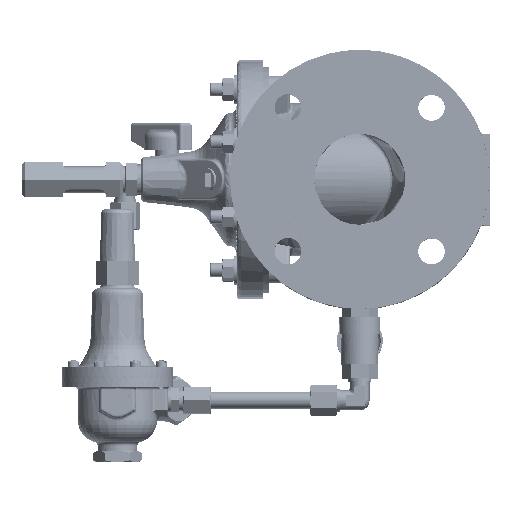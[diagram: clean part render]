
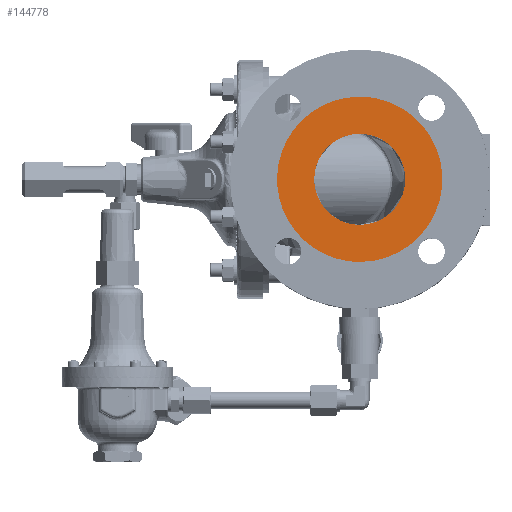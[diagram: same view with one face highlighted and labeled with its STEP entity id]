
A CAD part, top view. The second image highlights one B-rep face of the part: STEP entity #144778.
In plain terms, the highlighted face is planar.
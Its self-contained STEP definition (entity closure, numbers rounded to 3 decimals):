
#81345=CARTESIAN_POINT('Vertex',(140.5,141.9,70.)) ;
#81349=CARTESIAN_POINT('Control Point',(140.5,141.9,70.)) ;
#81350=CARTESIAN_POINT('Control Point',(140.5,147.005,70.)) ;
#81351=CARTESIAN_POINT('Control Point',(141.502,152.11,70.)) ;
#81352=CARTESIAN_POINT('Control Point',(143.508,156.952,70.)) ;
#81353=CARTESIAN_POINT('Control Point',(149.31,165.59,70.)) ;
#81354=CARTESIAN_POINT('Control Point',(157.948,171.392,70.)) ;
#81355=CARTESIAN_POINT('Control Point',(162.79,173.398,70.)) ;
#81356=CARTESIAN_POINT('Control Point',(173.,175.402,70.)) ;
#81357=CARTESIAN_POINT('Control Point',(183.21,173.398,70.)) ;
#81358=CARTESIAN_POINT('Control Point',(188.052,171.392,70.)) ;
#81359=CARTESIAN_POINT('Control Point',(196.69,165.59,70.)) ;
#81360=CARTESIAN_POINT('Control Point',(202.492,156.952,70.)) ;
#81361=CARTESIAN_POINT('Control Point',(204.498,152.11,70.)) ;
#81362=CARTESIAN_POINT('Control Point',(205.5,147.005,70.)) ;
#81363=CARTESIAN_POINT('Control Point',(205.5,141.9,70.)) ;
#81364=CARTESIAN_POINT('Vertex',(205.5,141.9,70.)) ;
#81714=CARTESIAN_POINT('Control Point',(173.,82.9,70.)) ;
#81715=CARTESIAN_POINT('Control Point',(182.268,82.9,70.)) ;
#81716=CARTESIAN_POINT('Control Point',(191.535,84.72,70.)) ;
#81717=CARTESIAN_POINT('Control Point',(200.326,88.361,70.)) ;
#81718=CARTESIAN_POINT('Control Point',(216.006,98.894,70.)) ;
#81719=CARTESIAN_POINT('Control Point',(226.539,114.574,70.)) ;
#81720=CARTESIAN_POINT('Control Point',(230.18,123.365,70.)) ;
#81721=CARTESIAN_POINT('Control Point',(233.82,141.9,70.)) ;
#81722=CARTESIAN_POINT('Control Point',(230.18,160.435,70.)) ;
#81723=CARTESIAN_POINT('Control Point',(226.539,169.226,70.)) ;
#81724=CARTESIAN_POINT('Control Point',(216.006,184.906,70.)) ;
#81725=CARTESIAN_POINT('Control Point',(200.326,195.439,70.)) ;
#81726=CARTESIAN_POINT('Control Point',(191.535,199.08,70.)) ;
#81727=CARTESIAN_POINT('Control Point',(182.268,200.9,70.)) ;
#81728=CARTESIAN_POINT('Control Point',(173.,200.9,70.)) ;
#81729=CARTESIAN_POINT('Vertex',(173.,82.9,70.)) ;
#81731=CARTESIAN_POINT('Vertex',(173.,200.9,70.)) ;
#144751=CARTESIAN_POINT('Axis2P3D Location',(173.,141.9,70.)) ;
#144757=CARTESIAN_POINT('Control Point',(173.,200.9,70.)) ;
#144758=CARTESIAN_POINT('Control Point',(114.,200.9,70.)) ;
#144759=CARTESIAN_POINT('Control Point',(114.,141.9,70.)) ;
#144760=CARTESIAN_POINT('Control Point',(114.,82.9,70.)) ;
#144761=CARTESIAN_POINT('Control Point',(173.,82.9,70.)) ;
#144768=CARTESIAN_POINT('Control Point',(205.5,141.9,70.)) ;
#144769=CARTESIAN_POINT('Control Point',(205.5,109.4,70.)) ;
#144770=CARTESIAN_POINT('Control Point',(173.,109.4,70.)) ;
#144771=CARTESIAN_POINT('Control Point',(140.5,109.4,70.)) ;
#144772=CARTESIAN_POINT('Control Point',(140.5,141.9,70.)) ;
#144752=DIRECTION('Axis2P3D Direction',(0.,0.,-1.)) ;
#144753=DIRECTION('Axis2P3D XDirection',(0.,-1.,0.)) ;
#144754=AXIS2_PLACEMENT_3D('Plane Axis2P3D',#144751,#144752,#144753) ;
#144755=PLANE('',#144754) ;
#144777=FACE_BOUND('',#144774,.T.) ;
#81366=EDGE_CURVE('',#81346,#81365,#81348,.T.) ;
#81733=EDGE_CURVE('',#81730,#81732,#81713,.T.) ;
#144762=EDGE_CURVE('',#81732,#81730,#144756,.T.) ;
#144773=EDGE_CURVE('',#81365,#81346,#144767,.T.) ;
#144764=ORIENTED_EDGE('',*,*,#81733,.F.) ;
#144765=ORIENTED_EDGE('',*,*,#144762,.F.) ;
#144775=ORIENTED_EDGE('',*,*,#144773,.F.) ;
#144776=ORIENTED_EDGE('',*,*,#81366,.F.) ;
#144763=EDGE_LOOP('',(#144764,#144765)) ;
#144774=EDGE_LOOP('',(#144775,#144776)) ;
#81346=VERTEX_POINT('',#81345) ;
#81365=VERTEX_POINT('',#81364) ;
#81730=VERTEX_POINT('',#81729) ;
#81732=VERTEX_POINT('',#81731) ;
#144778=ADVANCED_FACE('Solid1',(#144766,#144777),#144755,.T.) ;
#81348=B_SPLINE_CURVE_WITH_KNOTS('',5,(#81349,#81350,#81351,#81352,#81353,#81354,#81355,#81356,#81357,#81358,#81359,#81360,#81361,#81362,#81363),.UNSPECIFIED.,.F.,.U.,(6,3,3,3,6),(-3.142,-2.356,-1.571,-0.785,0.),.UNSPECIFIED.) ;
#81713=B_SPLINE_CURVE_WITH_KNOTS('',5,(#81714,#81715,#81716,#81717,#81718,#81719,#81720,#81721,#81722,#81723,#81724,#81725,#81726,#81727,#81728),.UNSPECIFIED.,.F.,.U.,(6,3,3,3,6),(0.,0.785,1.571,2.356,3.142),.UNSPECIFIED.) ;
#144766=FACE_OUTER_BOUND('',#144763,.T.) ;
#144756=(BOUNDED_CURVE()B_SPLINE_CURVE(2,(#144757,#144758,#144759,#144760,#144761),.UNSPECIFIED.,.F.,.U.)B_SPLINE_CURVE_WITH_KNOTS((3,2,3),(0.,118.,236.),.UNSPECIFIED.)CURVE()GEOMETRIC_REPRESENTATION_ITEM()RATIONAL_B_SPLINE_CURVE((1.,0.707,1.,0.707,1.))REPRESENTATION_ITEM('')) ;
#144767=(BOUNDED_CURVE()B_SPLINE_CURVE(2,(#144768,#144769,#144770,#144771,#144772),.UNSPECIFIED.,.F.,.U.)B_SPLINE_CURVE_WITH_KNOTS((3,2,3),(0.,65.,130.),.UNSPECIFIED.)CURVE()GEOMETRIC_REPRESENTATION_ITEM()RATIONAL_B_SPLINE_CURVE((1.,0.707,1.,0.707,1.))REPRESENTATION_ITEM('')) ;
